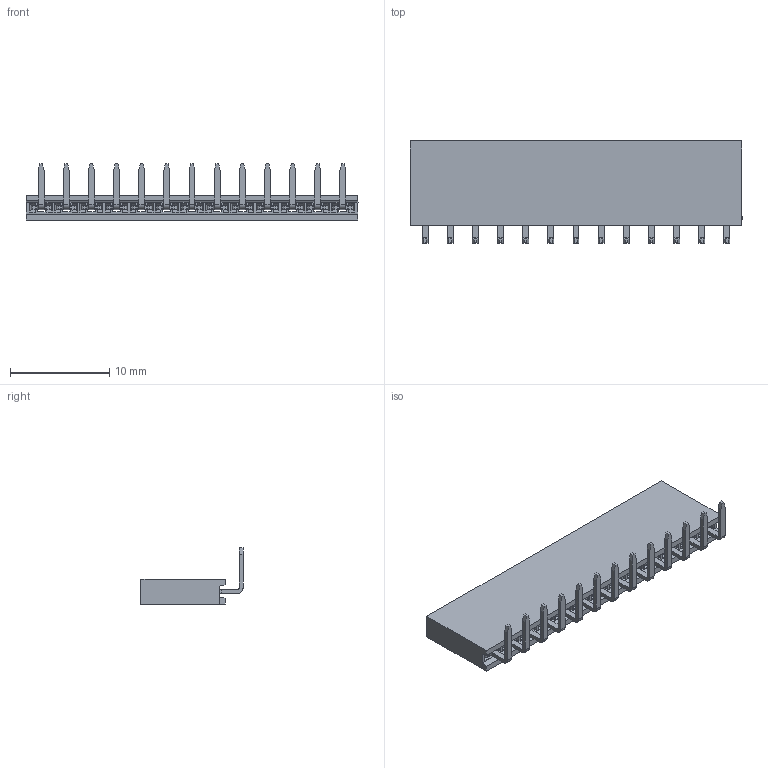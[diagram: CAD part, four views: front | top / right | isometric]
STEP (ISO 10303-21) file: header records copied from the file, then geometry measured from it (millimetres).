
FILE_DESCRIPTION (( 'STEP AP203' ), '1' );
FILE_NAME ('_ _ _C131LGBN-RC.STEP', '2016-08-19T01:46:03', ( 'LUANN HERRING' ), ( 'SULLINS' ), 'SwSTEP 2.0', 'SolidWorks 2015', '' );
FILE_SCHEMA (( 'CONFIG_CONTROL_DESIGN' ));
Length unit declared in the file: inch
Products named in the file (2): _ _ _C131LGBN-RC
Bounding box: 33.52 x 10.3 x 5.69 mm (x, y, z)
Volume: 589.5 mm3; surface area: 1889.7 mm2
Topology: 14 solids, 14 shells, 947 faces, 2600 edges, 1681 vertices
Faces by surface type: plane 752, cylinder 195
Entity records: 30396 total; most frequent: CARTESIAN_POINT 6819, ORIENTED_EDGE 5200, DIRECTION 4289, EDGE_CURVE 2600, LINE 2079, VECTOR 2079, VERTEX_POINT 1681, AXIS2_PLACEMENT_3D 1105
